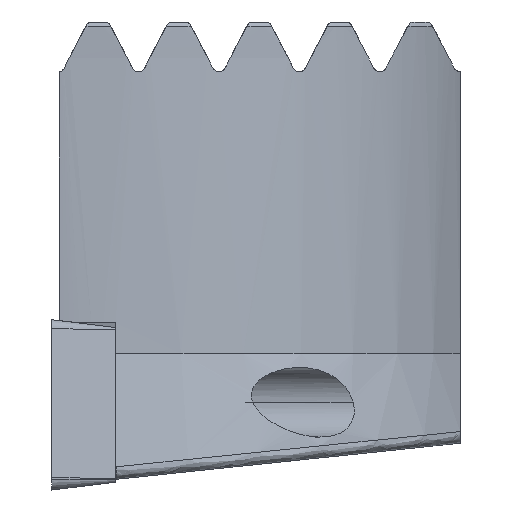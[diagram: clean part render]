
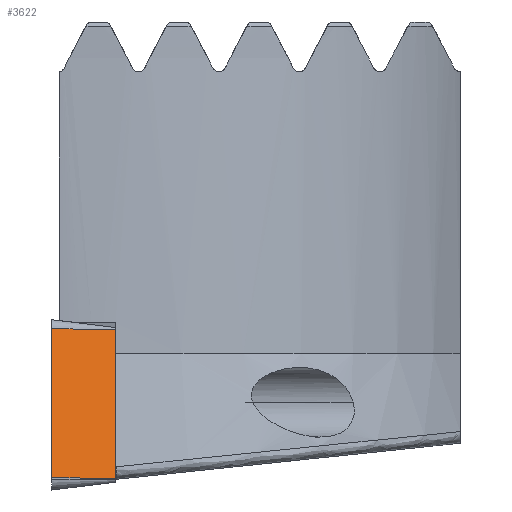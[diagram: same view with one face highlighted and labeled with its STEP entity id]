
A CAD part, left-side view. The second image highlights one B-rep face of the part: STEP entity #3622.
In plain terms, the highlighted planar face has unit normal (-0.978, -0.122, 0.172).
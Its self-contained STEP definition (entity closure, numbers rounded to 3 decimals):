
#1426=VERTEX_POINT('NONE',#3863);
#1760=EDGE_CURVE('NONE',#2732,#1950,#4228,.T.);
#1808=VERTEX_POINT('NONE',#4279);
#1950=VERTEX_POINT('NONE',#4436);
#2732=VERTEX_POINT('NONE',#5290);
#3252=EDGE_CURVE('NONE',#1426,#1808,#5868,.T.);
#3598=EDGE_CURVE('NONE',#1426,#1950,#6240,.T.);
#3608=EDGE_CURVE('NONE',#1808,#2732,#6250,.T.);
#3622=ADVANCED_FACE('NONE',(#6264),#6265,.T.);
#3863=CARTESIAN_POINT('',(2.545,-4.76,11.937));
#4228=LINE('',#7969,#7970);
#4279=CARTESIAN_POINT('',(0.588,-4.76,0.837));
#4436=CARTESIAN_POINT('',(1.969,0.,12.039));
#5290=CARTESIAN_POINT('',(0.012,0.,0.939));
#5868=LINE('',#12575,#12576);
#6240=LINE('',#13304,#13305);
#6250=LINE('',#13333,#13334);
#6264=FACE_OUTER_BOUND('',#13353,.T.);
#6265=PLANE('',#13354);
#7969=CARTESIAN_POINT('',(0.012,0.,0.939));
#7970=VECTOR('',#13956,1000.0);
#12575=CARTESIAN_POINT('',(0.588,-4.76,0.837));
#12576=VECTOR('',#15789,1000.0);
#13304=CARTESIAN_POINT('',(1.969,0.,12.039));
#13305=VECTOR('',#16169,1000.0);
#13333=CARTESIAN_POINT('',(0.012,0.,0.939));
#13334=VECTOR('',#16174,1000.0);
#13353=EDGE_LOOP('',(#16180,#16181,#16182,#16183));
#13354=AXIS2_PLACEMENT_3D('',#16184,#16185,#16186);
#13956=DIRECTION('',(0.174,0.,0.985));
#15789=DIRECTION('',(-0.174,0.,-0.985));
#16169=DIRECTION('',(-0.12,0.993,0.021));
#16174=DIRECTION('',(-0.12,0.993,0.021));
#16180=ORIENTED_EDGE('',*,*,#3252,.F.);
#16181=ORIENTED_EDGE('',*,*,#3598,.T.);
#16182=ORIENTED_EDGE('',*,*,#1760,.F.);
#16183=ORIENTED_EDGE('',*,*,#3608,.F.);
#16184=CARTESIAN_POINT('',(0.012,0.,0.939));
#16185=DIRECTION('',(-0.977,-0.122,0.172));
#16186=DIRECTION('',(-0.174,0.,-0.985));
